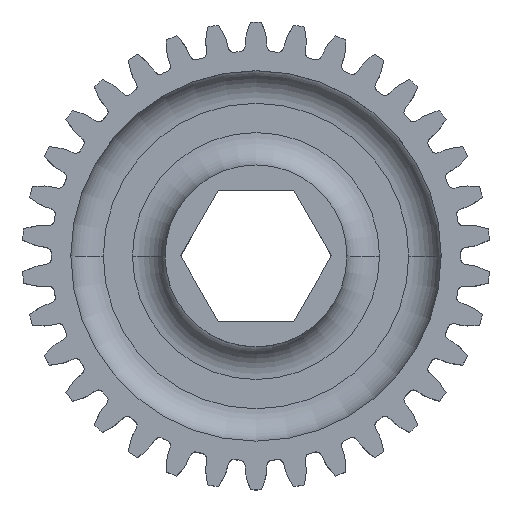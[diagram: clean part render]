
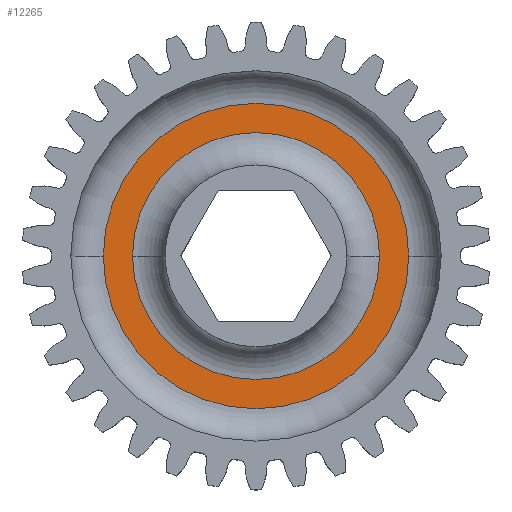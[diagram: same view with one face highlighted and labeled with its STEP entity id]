
A CAD part, top view. The second image highlights one B-rep face of the part: STEP entity #12265.
In plain terms, the highlighted planar face has unit normal (0, 0, 1).
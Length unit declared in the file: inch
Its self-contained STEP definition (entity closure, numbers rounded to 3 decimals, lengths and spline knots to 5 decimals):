
#318 = FACE_OUTER_BOUND ( 'NONE', #2292, .T. ) ;
#969 = DIRECTION ( 'NONE',  ( 1., 0., 0. ) ) ;
#1123 = VERTEX_POINT ( 'NONE', #2191 ) ;
#1211 = AXIS2_PLACEMENT_3D ( 'NONE', #9200, #3519, #3450 ) ;
#1223 = AXIS2_PLACEMENT_3D ( 'NONE', #12627, #2674, #14026 ) ;
#1862 = AXIS2_PLACEMENT_3D ( 'NONE', #6066, #4876, #3680 ) ;
#1952 = DIRECTION ( 'NONE',  ( 1., 0., 0. ) ) ;
#2029 = CARTESIAN_POINT ( 'NONE',  ( -0.5875, 0., -0.0975 ) ) ;
#2191 = CARTESIAN_POINT ( 'NONE',  ( 0.5875, 0., -0.0975 ) ) ;
#2292 = EDGE_LOOP ( 'NONE', ( #4358, #14543 ) ) ;
#2417 = PLANE ( 'NONE',  #1862 ) ;
#2670 = VERTEX_POINT ( 'NONE', #2029 ) ;
#2674 = DIRECTION ( 'NONE',  ( 0., 0., 1. ) ) ;
#2697 = FACE_BOUND ( 'NONE', #14243, .T. ) ;
#2740 = ORIENTED_EDGE ( 'NONE', *, *, #11428, .T. ) ;
#2821 = EDGE_CURVE ( 'NONE', #2670, #1123, #7646, .T. ) ;
#3450 = DIRECTION ( 'NONE',  ( 1., 0., 0. ) ) ;
#3519 = DIRECTION ( 'NONE',  ( 0., 0., 1. ) ) ;
#3680 = DIRECTION ( 'NONE',  ( 1., 0., 0. ) ) ;
#4105 = CARTESIAN_POINT ( 'NONE',  ( 0., 0., -0.0975 ) ) ;
#4358 = ORIENTED_EDGE ( 'NONE', *, *, #5400, .T. ) ;
#4876 = DIRECTION ( 'NONE',  ( 0., 0., 1. ) ) ;
#4958 = AXIS2_PLACEMENT_3D ( 'NONE', #9950, #5686, #1952 ) ;
#5400 = EDGE_CURVE ( 'NONE', #1123, #2670, #14090, .T. ) ;
#5686 = DIRECTION ( 'NONE',  ( 0., 0., -1. ) ) ;
#6066 = CARTESIAN_POINT ( 'NONE',  ( 0., 0.9, -0.0975 ) ) ;
#6153 = CARTESIAN_POINT ( 'NONE',  ( -0.475, 0., -0.0975 ) ) ;
#7646 = CIRCLE ( 'NONE', #1211, 0.5875 ) ;
#7746 = ORIENTED_EDGE ( 'NONE', *, *, #13061, .T. ) ;
#8891 = DIRECTION ( 'NONE',  ( 0., 0., -1. ) ) ;
#8995 = CARTESIAN_POINT ( 'NONE',  ( 0.475, 0., -0.0975 ) ) ;
#9200 = CARTESIAN_POINT ( 'NONE',  ( 0., 0., -0.0975 ) ) ;
#9501 = CIRCLE ( 'NONE', #10930, 0.475 ) ;
#9950 = CARTESIAN_POINT ( 'NONE',  ( 0., 0., -0.0975 ) ) ;
#10146 = VERTEX_POINT ( 'NONE', #6153 ) ;
#10213 = CIRCLE ( 'NONE', #4958, 0.475 ) ;
#10930 = AXIS2_PLACEMENT_3D ( 'NONE', #4105, #8891, #969 ) ;
#11428 = EDGE_CURVE ( 'NONE', #10146, #14736, #10213, .T. ) ;
#12265 = ADVANCED_FACE ( 'NONE', ( #2697, #318 ), #2417, .T. ) ;
#12627 = CARTESIAN_POINT ( 'NONE',  ( 0., 0., -0.0975 ) ) ;
#13061 = EDGE_CURVE ( 'NONE', #14736, #10146, #9501, .T. ) ;
#14026 = DIRECTION ( 'NONE',  ( 1., 0., 0. ) ) ;
#14090 = CIRCLE ( 'NONE', #1223, 0.5875 ) ;
#14243 = EDGE_LOOP ( 'NONE', ( #7746, #2740 ) ) ;
#14543 = ORIENTED_EDGE ( 'NONE', *, *, #2821, .T. ) ;
#14736 = VERTEX_POINT ( 'NONE', #8995 ) ;
